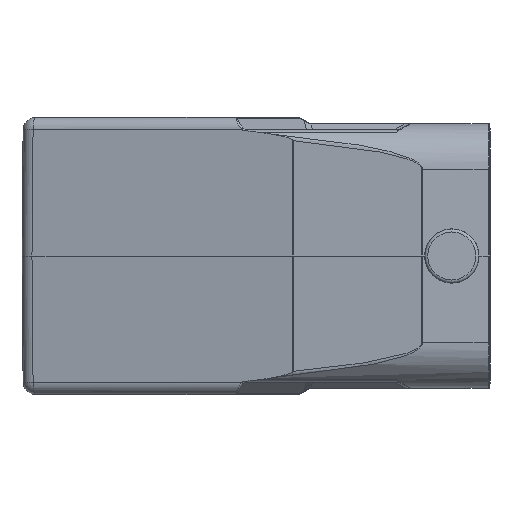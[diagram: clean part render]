
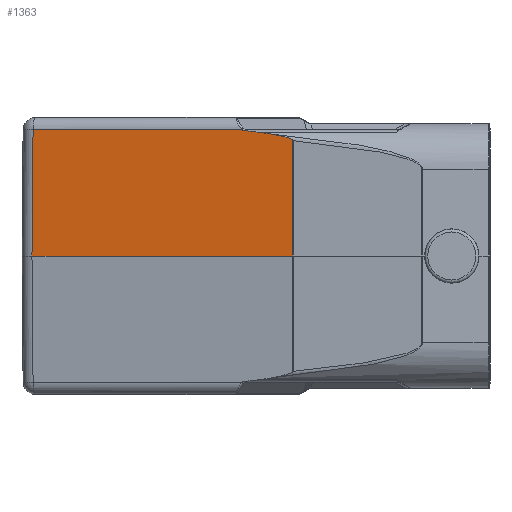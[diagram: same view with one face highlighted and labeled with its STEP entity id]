
A CAD part, left-side view. The second image highlights one B-rep face of the part: STEP entity #1363.
In plain terms, the highlighted planar face has unit normal (-0.982, 0.191, 0.009).
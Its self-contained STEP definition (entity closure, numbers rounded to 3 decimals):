
#1363=ADVANCED_FACE('',(#2122),#1594,.T.);
#1594=PLANE('',#10519);
#2122=FACE_OUTER_BOUND('',#2725,.T.);
#2725=EDGE_LOOP('',(#7047,#7048,#7049,#7050,#7051,#7052,#7053,#7054));
#2890=B_SPLINE_CURVE_WITH_KNOTS('',3,(#17998,#17999,#18000,#18001,#18002,
#18003,#18004,#18005,#18006,#18007),.UNSPECIFIED.,.F.,.F.,(4,3,3,4),(0.,
0.078,0.383,1.),.UNSPECIFIED.);
#3570=LINE('',#18073,#4308);
#3575=LINE('',#18091,#4313);
#3585=LINE('',#18237,#4323);
#3586=LINE('',#18245,#4324);
#3588=LINE('',#18251,#4326);
#4308=VECTOR('',#12888,1.);
#4313=VECTOR('',#12907,1.);
#4323=VECTOR('',#12979,1.);
#4324=VECTOR('',#12990,1.);
#4326=VECTOR('',#12996,1.);
#7047=ORIENTED_EDGE('',*,*,#9266,.F.);
#7048=ORIENTED_EDGE('',*,*,#9263,.T.);
#7049=ORIENTED_EDGE('',*,*,#9259,.F.);
#7050=ORIENTED_EDGE('',*,*,#9228,.T.);
#7051=ORIENTED_EDGE('',*,*,#9219,.T.);
#7052=ORIENTED_EDGE('',*,*,#9216,.T.);
#7053=ORIENTED_EDGE('',*,*,#9332,.T.);
#7054=ORIENTED_EDGE('',*,*,#9351,.T.);
#7917=VERTEX_POINT('',#18008);
#7918=VERTEX_POINT('',#18009);
#7919=VERTEX_POINT('',#18074);
#7925=VERTEX_POINT('',#18092);
#7935=VERTEX_POINT('',#18238);
#7936=VERTEX_POINT('',#18244);
#7939=VERTEX_POINT('',#18252);
#7976=VERTEX_POINT('',#18439);
#9216=EDGE_CURVE('',#7917,#7918,#2890,.T.);
#9219=EDGE_CURVE('',#7919,#7917,#3570,.T.);
#9228=EDGE_CURVE('',#7925,#7919,#3575,.T.);
#9259=EDGE_CURVE('',#7925,#7935,#3585,.T.);
#9263=EDGE_CURVE('',#7936,#7935,#3586,.T.);
#9266=EDGE_CURVE('',#7936,#7939,#3588,.T.);
#9332=EDGE_CURVE('',#7918,#7976,#9545,.T.);
#9351=EDGE_CURVE('',#7976,#7939,#9552,.T.);
#9545=ELLIPSE('',#10500,39.308,7.5);
#9552=ELLIPSE('',#10517,10.482,2.);
#10500=AXIS2_PLACEMENT_3D('',#18440,#13151,#13152);
#10517=AXIS2_PLACEMENT_3D('',#18503,#13194,#13195);
#10519=AXIS2_PLACEMENT_3D('',#18505,#13198,#13199);
#12888=DIRECTION('',(0.009,-0.001,1.));
#12907=DIRECTION('',(-0.191,-0.982,0.));
#12979=DIRECTION('',(0.007,-0.009,1.));
#12990=DIRECTION('',(0.191,0.982,0.));
#12996=DIRECTION('',(-0.13,-0.634,-0.763));
#13151=DIRECTION('',(-0.982,0.191,0.009));
#13152=DIRECTION('',(0.191,0.982,-0.002));
#13194=DIRECTION('',(-0.982,0.191,0.009));
#13195=DIRECTION('',(0.191,0.982,-0.002));
#13198=DIRECTION('',(-0.982,0.191,0.009));
#13199=DIRECTION('',(-0.191,-0.982,0.));
#17998=CARTESIAN_POINT('',(-44.58,0.024,18.83));
#17999=CARTESIAN_POINT('',(-44.566,0.091,18.904));
#18000=CARTESIAN_POINT('',(-44.548,0.182,18.952));
#18001=CARTESIAN_POINT('',(-44.53,0.271,18.996));
#18002=CARTESIAN_POINT('',(-44.461,0.618,19.168));
#18003=CARTESIAN_POINT('',(-44.387,0.998,19.267));
#18004=CARTESIAN_POINT('',(-44.313,1.373,19.362));
#18005=CARTESIAN_POINT('',(-44.164,2.132,19.555));
#18006=CARTESIAN_POINT('',(-44.012,2.904,19.694));
#18007=CARTESIAN_POINT('',(-43.861,3.676,19.818));
#18008=CARTESIAN_POINT('',(-44.58,0.024,18.83));
#18009=CARTESIAN_POINT('',(-43.861,3.676,19.818));
#18073=CARTESIAN_POINT('',(-44.743,0.048,-0.003));
#18074=CARTESIAN_POINT('',(-44.743,0.048,0.));
#18091=CARTESIAN_POINT('',(-36.514,42.382,0.));
#18092=CARTESIAN_POINT('',(-36.514,42.382,0.));
#18237=CARTESIAN_POINT('',(-36.511,42.379,0.362));
#18238=CARTESIAN_POINT('',(-36.366,42.203,20.517));
#18244=CARTESIAN_POINT('',(-42.957,8.295,20.517));
#18245=CARTESIAN_POINT('',(-42.957,8.295,20.517));
#18251=CARTESIAN_POINT('',(-43.2,7.109,19.091));
#18252=CARTESIAN_POINT('',(-42.981,8.178,20.377));
#18439=CARTESIAN_POINT('',(-43.44,5.83,20.136));
#18440=CARTESIAN_POINT('',(-39.128,28.295,14.));
#18503=CARTESIAN_POINT('',(-42.29,11.82,18.5));
#18505=CARTESIAN_POINT('',(-46.119,-7.035,0.));
